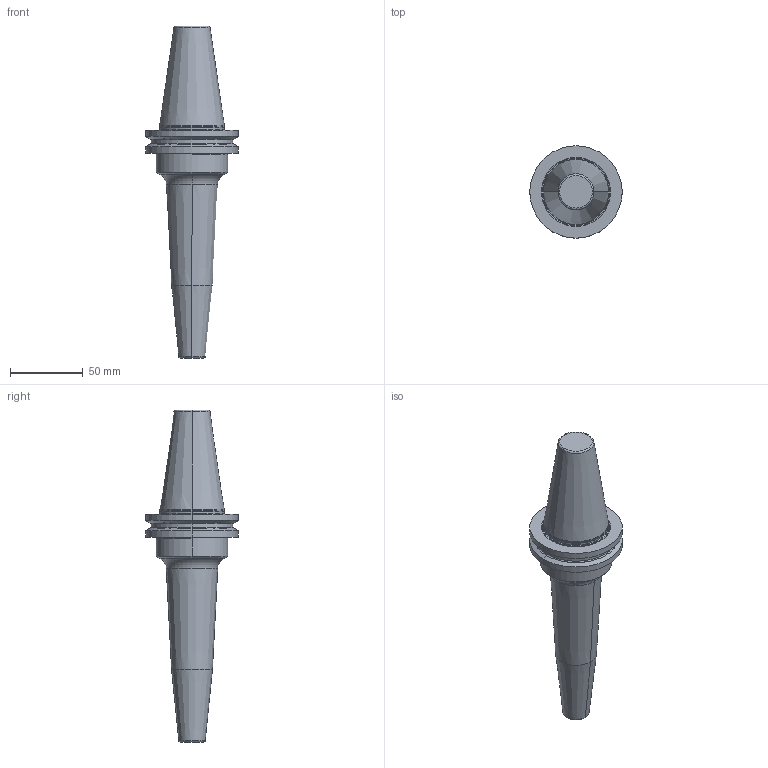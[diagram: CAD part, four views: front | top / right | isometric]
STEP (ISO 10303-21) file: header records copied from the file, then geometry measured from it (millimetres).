
FILE_DESCRIPTION((''),'2;1');
FILE_NAME('606664513-000-00-E43','2017-03-15T',('bahnemannr'),(''),'PRO/ENGINEER BY PARAMETRIC TECHNOLOGY CORPORATION, 2011220','PRO/ENGINEER BY PARAMETRIC TECHNOLOGY CORPORATION, 2011220','');
FILE_SCHEMA(('AUTOMOTIVE_DESIGN_CC2 { 1 2 10303 214 -1 1 5 2 }'));
Length unit declared in the file: millimetre
Products named in the file (1): 606664513-000-00-E43
Bounding box: 63.55 x 63.55 x 228.4 mm (x, y, z)
Volume: 227951.1 mm3; surface area: 30393.3 mm2
Topology: 1 solids, 1 shells, 60 faces, 128 edges, 80 vertices
Faces by surface type: torus 22, cone 16, cylinder 14, plane 8
Entity records: 2087 total; most frequent: DIRECTION 346, CARTESIAN_POINT 263, ORIENTED_EDGE 248, AXIS2_PLACEMENT_3D 155, PRESENTATION_STYLE_ASSIGNMENT 132, STYLED_ITEM 132, CURVE_STYLE 131, EDGE_CURVE 124
